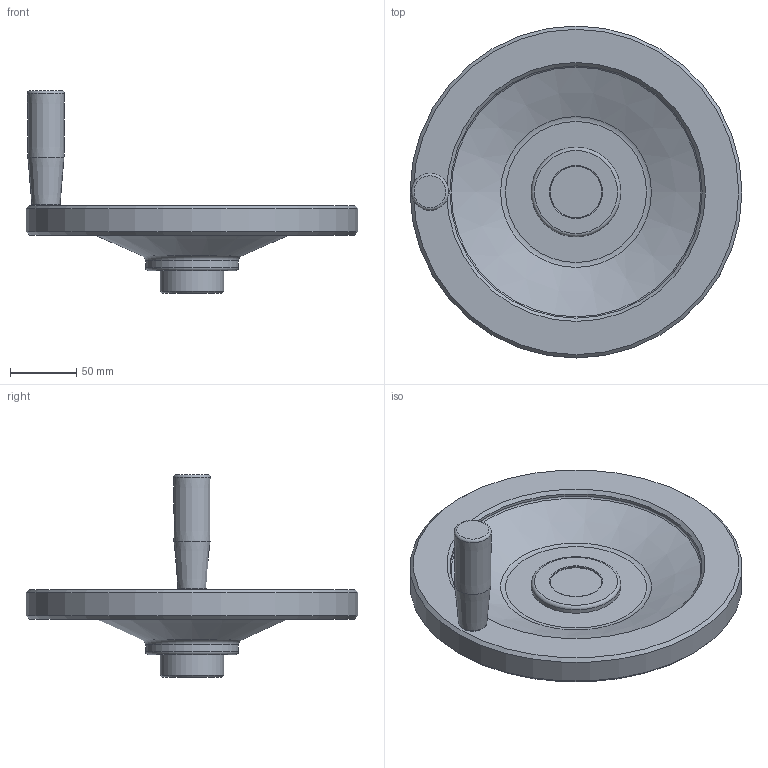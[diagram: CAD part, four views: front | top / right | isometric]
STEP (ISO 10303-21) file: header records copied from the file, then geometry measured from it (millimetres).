
FILE_DESCRIPTION( ( 'Unknown' ), '1' );
FILE_NAME( '7102026_VPRA250_M.stp', 'Unknown', ( 'Unknown' ), ( 'Unknown' ), 'PSStep 11.0', 'Unknown', ' ' );
FILE_SCHEMA( ( 'AUTOMOTIVE_DESIGN { 1 0 10303 214 1 1 1 1 }' ) );
Length unit declared in the file: millimetre
Products named in the file (1): 1801092
Bounding box: 250 x 250 x 152.4 mm (x, y, z)
Volume: 827650.9 mm3; surface area: 142865.6 mm2
Topology: 1 solids, 3 shells, 98 faces, 221 edges, 138 vertices
Faces by surface type: plane 37, cone 19, cylinder 19, torus 12, bspline 11
Full cylindrical faces by diameter (mm): 5.1 x1, 6 x1, 8.3 x1, 8.376 x2, 9 x1, 10 x1, 10.6 x1, 14 x1, 14.5 x1, 39 x1, 48 x1, 67.5 x1, 70 x1, 190 x1, 250 x1
Entity records: 4975 total; most frequent: CARTESIAN_POINT 2268, DIRECTION 400, ORIENTED_EDGE 330, AXIS2_PLACEMENT_3D 175, EDGE_CURVE 165, EDGE_LOOP 150, VERTEX_POINT 125, FACE_OUTER_BOUND 123
